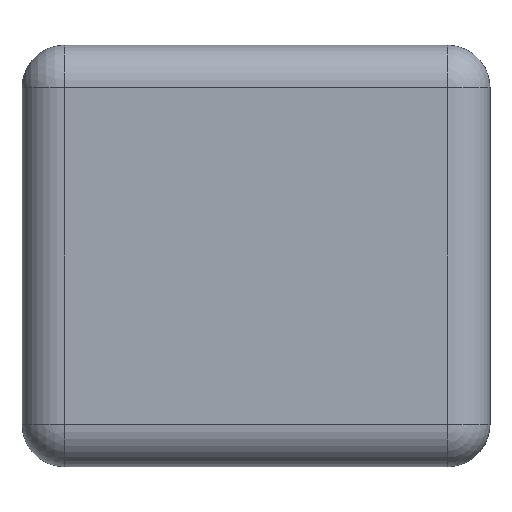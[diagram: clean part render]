
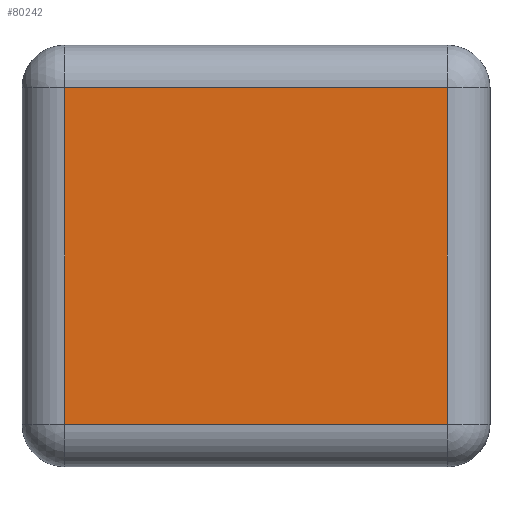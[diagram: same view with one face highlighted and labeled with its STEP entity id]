
A CAD part, front view. The second image highlights one B-rep face of the part: STEP entity #80242.
In plain terms, the highlighted planar face has unit normal (0, -1, 0).
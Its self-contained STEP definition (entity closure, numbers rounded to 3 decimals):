
#919 = CARTESIAN_POINT ( 'NONE',  ( 359.336, -241.367, 0. ) ) ;
#1747 = DIRECTION ( 'NONE',  ( 1., 0., 0. ) ) ;
#3929 = VECTOR ( 'NONE', #17413, 1000. ) ;
#8715 = LINE ( 'NONE', #919, #3929 ) ;
#10480 = PLANE ( 'NONE',  #84020 ) ;
#13274 = ORIENTED_EDGE ( 'NONE', *, *, #78509, .T. ) ;
#14756 = VECTOR ( 'NONE', #29185, 1000. ) ;
#17413 = DIRECTION ( 'NONE',  ( 0., 0., 1. ) ) ;
#19403 = ORIENTED_EDGE ( 'NONE', *, *, #57444, .T. ) ;
#19951 = CARTESIAN_POINT ( 'NONE',  ( -359.336, -241.367, 0. ) ) ;
#21895 = EDGE_LOOP ( 'NONE', ( #13274, #24527, #28875, #19403 ) ) ;
#22674 = CARTESIAN_POINT ( 'NONE',  ( 0., -241.367, -315.997 ) ) ;
#23641 = DIRECTION ( 'NONE',  ( 0., -1., 0. ) ) ;
#24527 = ORIENTED_EDGE ( 'NONE', *, *, #78286, .T. ) ;
#25789 = VERTEX_POINT ( 'NONE', #32292 ) ;
#26633 = CARTESIAN_POINT ( 'NONE',  ( 359.336, -241.367, 315.997 ) ) ;
#28875 = ORIENTED_EDGE ( 'NONE', *, *, #95865, .T. ) ;
#29185 = DIRECTION ( 'NONE',  ( -1., 0., 0. ) ) ;
#30772 = CARTESIAN_POINT ( 'NONE',  ( -359.336, -241.367, -315.997 ) ) ;
#32292 = CARTESIAN_POINT ( 'NONE',  ( -359.336, -241.367, 315.997 ) ) ;
#39695 = DIRECTION ( 'NONE',  ( 0., 0., -1. ) ) ;
#41898 = VERTEX_POINT ( 'NONE', #26633 ) ;
#42357 = DIRECTION ( 'NONE',  ( 0., 0., -1. ) ) ;
#57444 = EDGE_CURVE ( 'NONE', #82502, #41898, #8715, .T. ) ;
#59672 = LINE ( 'NONE', #22674, #85718 ) ;
#59829 = LINE ( 'NONE', #66648, #14756 ) ;
#66648 = CARTESIAN_POINT ( 'NONE',  ( 0., -241.367, 315.997 ) ) ;
#69855 = CARTESIAN_POINT ( 'NONE',  ( 0., -241.367, 0. ) ) ;
#72524 = LINE ( 'NONE', #19951, #86160 ) ;
#77172 = FACE_OUTER_BOUND ( 'NONE', #21895, .T. ) ;
#78286 = EDGE_CURVE ( 'NONE', #25789, #89171, #72524, .T. ) ;
#78509 = EDGE_CURVE ( 'NONE', #41898, #25789, #59829, .T. ) ;
#80242 = ADVANCED_FACE ( 'NONE', ( #77172 ), #10480, .T. ) ;
#82502 = VERTEX_POINT ( 'NONE', #86376 ) ;
#84020 = AXIS2_PLACEMENT_3D ( 'NONE', #69855, #23641, #39695 ) ;
#85718 = VECTOR ( 'NONE', #1747, 1000. ) ;
#86160 = VECTOR ( 'NONE', #42357, 1000. ) ;
#86376 = CARTESIAN_POINT ( 'NONE',  ( 359.336, -241.367, -315.997 ) ) ;
#89171 = VERTEX_POINT ( 'NONE', #30772 ) ;
#95865 = EDGE_CURVE ( 'NONE', #89171, #82502, #59672, .T. ) ;
